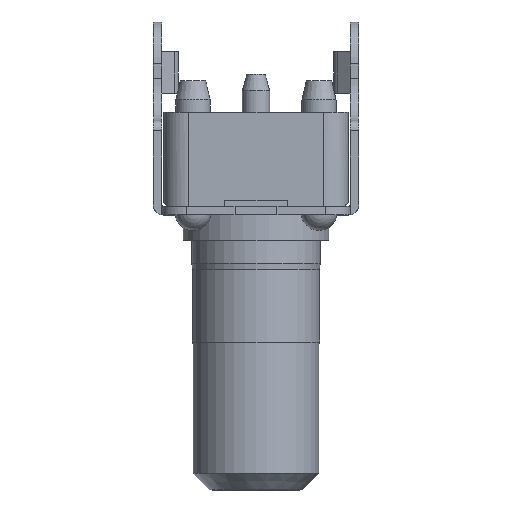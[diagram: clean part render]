
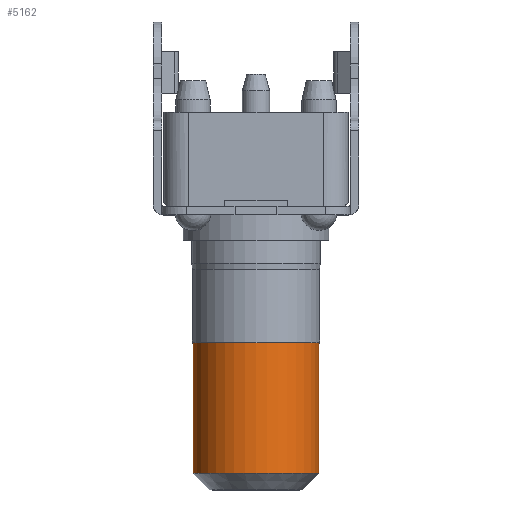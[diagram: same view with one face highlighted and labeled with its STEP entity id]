
A CAD part, top view. The second image highlights one B-rep face of the part: STEP entity #5162.
In plain terms, the highlighted cylindrical face has radius 3 mm (diameter 6 mm), a partial arc.
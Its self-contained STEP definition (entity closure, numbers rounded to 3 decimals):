
#506 = DIRECTION ( 'NONE',  ( -1., 0., 0. ) ) ;
#507 = DIRECTION ( 'NONE',  ( 0., 0., 1. ) ) ;
#515 = CARTESIAN_POINT ( 'NONE',  ( 0., 0., 6.41 ) ) ;
#2034 = AXIS2_PLACEMENT_3D ( 'NONE', #8849, #8850, #8851 ) ;
#2050 = AXIS2_PLACEMENT_3D ( 'NONE', #8934, #8935, #8936 ) ;
#2949 = LINE ( 'NONE', #8825, #2951 ) ;
#2951 = VECTOR ( 'NONE', #8848, 1000. ) ;
#2955 = CIRCLE ( 'NONE', #2034, 3. ) ;
#3164 = CYLINDRICAL_SURFACE ( 'NONE', #5778, 3. ) ;
#3174 = FACE_OUTER_BOUND ( 'NONE', #4882, .T. ) ;
#4342 = ORIENTED_EDGE ( 'NONE', *, *, #7470, .T. ) ;
#4361 = ORIENTED_EDGE ( 'NONE', *, *, #7435, .T. ) ;
#4376 = ORIENTED_EDGE ( 'NONE', *, *, #7434, .F. ) ;
#4386 = ORIENTED_EDGE ( 'NONE', *, *, #7469, .F. ) ;
#4882 = EDGE_LOOP ( 'NONE', ( #4376, #4361, #4342, #4386 ) ) ;
#5162 = ADVANCED_FACE ( 'NONE', ( #3174 ), #3164, .T. ) ;
#5778 = AXIS2_PLACEMENT_3D ( 'NONE', #515, #507, #506 ) ;
#6091 = VERTEX_POINT ( 'NONE', #7837 ) ;
#6093 = VERTEX_POINT ( 'NONE', #7839 ) ;
#6098 = VERTEX_POINT ( 'NONE', #7844 ) ;
#6105 = VERTEX_POINT ( 'NONE', #7851 ) ;
#7434 = EDGE_CURVE ( 'NONE', #6091, #6093, #2949, .T. ) ;
#7435 = EDGE_CURVE ( 'NONE', #6091, #6098, #2955, .T. ) ;
#7469 = EDGE_CURVE ( 'NONE', #6093, #6105, #9301, .T. ) ;
#7470 = EDGE_CURVE ( 'NONE', #6098, #6105, #9295, .T. ) ;
#7837 = CARTESIAN_POINT ( 'NONE',  ( 3., 0., -12.7 ) ) ;
#7839 = CARTESIAN_POINT ( 'NONE',  ( 3., 0., -6.5 ) ) ;
#7844 = CARTESIAN_POINT ( 'NONE',  ( -3., 0., -12.7 ) ) ;
#7851 = CARTESIAN_POINT ( 'NONE',  ( -3., 0., -6.5 ) ) ;
#8825 = CARTESIAN_POINT ( 'NONE',  ( 3., 0., 6.41 ) ) ;
#8848 = DIRECTION ( 'NONE',  ( 0., 0., 1. ) ) ;
#8849 = CARTESIAN_POINT ( 'NONE',  ( 0., 0., -12.7 ) ) ;
#8850 = DIRECTION ( 'NONE',  ( 0., 0., 1. ) ) ;
#8851 = DIRECTION ( 'NONE',  ( -1., 0., 0. ) ) ;
#8934 = CARTESIAN_POINT ( 'NONE',  ( 0., 0., -6.5 ) ) ;
#8935 = DIRECTION ( 'NONE',  ( 0., 0., 1. ) ) ;
#8936 = DIRECTION ( 'NONE',  ( -1., 0., 0. ) ) ;
#8937 = CARTESIAN_POINT ( 'NONE',  ( -3., 0., 6.41 ) ) ;
#8938 = DIRECTION ( 'NONE',  ( 0., 0., 1. ) ) ;
#9295 = LINE ( 'NONE', #8937, #9297 ) ;
#9297 = VECTOR ( 'NONE', #8938, 1000. ) ;
#9301 = CIRCLE ( 'NONE', #2050, 3. ) ;
